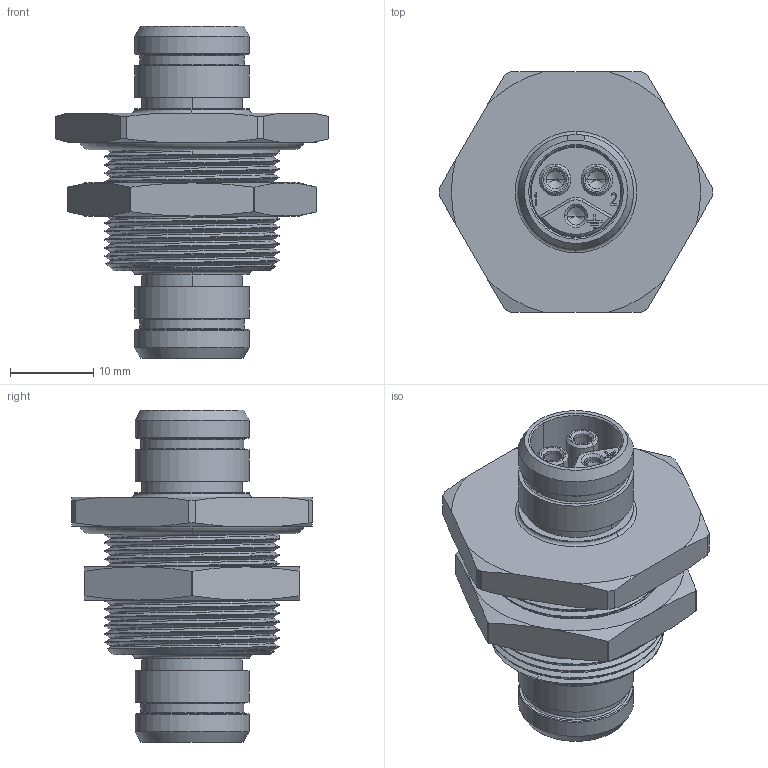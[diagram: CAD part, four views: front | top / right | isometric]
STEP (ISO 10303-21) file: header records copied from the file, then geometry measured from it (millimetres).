
FILE_DESCRIPTION((''),'2;1');
FILE_NAME('1331EE103FM_SW0001','2021-08-17T09:51:05',('regisperquin'),('NET AG system integration'),'CREO PARAMETRIC BY PTC INC, 2019292','CREO PARAMETRIC BY PTC INC, 2019292','');
FILE_SCHEMA(('AUTOMOTIVE_DESIGN { 1 0 10303 214 1 1 1 1 }'));
Length unit declared in the file: millimetre
Products named in the file (1): 1331EE103FM_SW0001
Bounding box: 33 x 29 x 40 mm (x, y, z)
Volume: 10371.2 mm3; surface area: 8422.1 mm2
Topology: 2 solids, 2 shells, 468 faces, 1201 edges, 763 vertices
Faces by surface type: plane 223, cylinder 110, cone 70, torus 36, bspline 23, sphere 6
Entity records: 26454 total; most frequent: CARTESIAN_POINT 12096, ORIENTED_EDGE 2378, DIRECTION 2252, EDGE_CURVE 1189, AXIS2_PLACEMENT_3D 808, VERTEX_POINT 763, VECTOR 633, LINE 633
